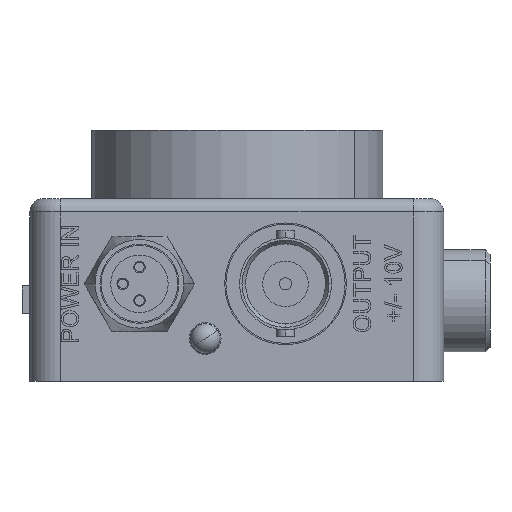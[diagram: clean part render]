
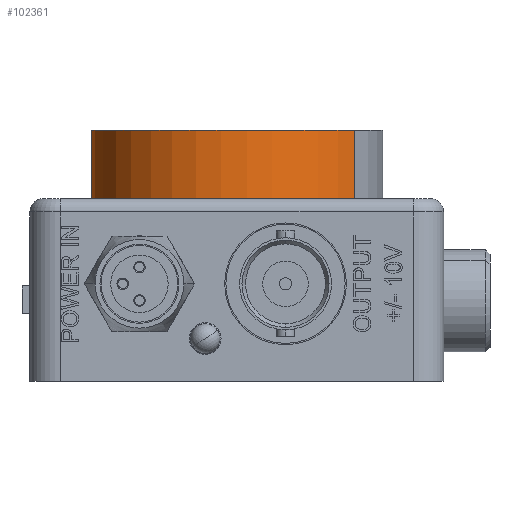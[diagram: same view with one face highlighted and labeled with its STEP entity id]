
A CAD part, front view. The second image highlights one B-rep face of the part: STEP entity #102361.
In plain terms, the highlighted cylindrical face has radius 15.24 mm (diameter 30.48 mm), a partial arc.
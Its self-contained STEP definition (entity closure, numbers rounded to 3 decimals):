
#94077 = ORIENTED_EDGE ( 'NONE', *, *, #102331, .F. ) ;
#94099 = ORIENTED_EDGE ( 'NONE', *, *, #102352, .F. ) ;
#102331 = EDGE_CURVE ( 'NONE', #102349, #102348, #109425, .T. ) ;
#102332 = ORIENTED_EDGE ( 'NONE', *, *, #102360, .T. ) ;
#102333 = ORIENTED_EDGE ( 'NONE', *, *, #102334, .T. ) ;
#102334 = EDGE_CURVE ( 'NONE', #102357, #102353, #109419, .T. ) ;
#102348 = VERTEX_POINT ( 'NONE', #109442 ) ;
#102349 = VERTEX_POINT ( 'NONE', #109441 ) ;
#102352 = EDGE_CURVE ( 'NONE', #102348, #102353, #109440, .T. ) ;
#102353 = VERTEX_POINT ( 'NONE', #109488 ) ;
#102357 = VERTEX_POINT ( 'NONE', #109482 ) ;
#102360 = EDGE_CURVE ( 'NONE', #102349, #102357, #109480, .T. ) ;
#102361 = ADVANCED_FACE ( 'NONE', ( #109476 ), #109519, .T. ) ;
#102363 = EDGE_LOOP ( 'NONE', ( #94099, #94077, #102332, #102333 ) ) ;
#109415 = DIRECTION ( 'NONE',  ( 0.807, -0.59, 0. ) ) ;
#109416 = DIRECTION ( 'NONE',  ( 0., 0., 1. ) ) ;
#109417 = CARTESIAN_POINT ( 'NONE',  ( 21.59, 38.1, 19.05 ) ) ;
#109418 = AXIS2_PLACEMENT_3D ( 'NONE', #109417, #109416, #109415 ) ;
#109419 = CIRCLE ( 'NONE', #109418, 15.24 ) ;
#109421 = DIRECTION ( 'NONE',  ( 0.807, -0.59, 0. ) ) ;
#109422 = DIRECTION ( 'NONE',  ( 0., 0., 1. ) ) ;
#109423 = CARTESIAN_POINT ( 'NONE',  ( 21.59, 38.1, 26.162 ) ) ;
#109424 = AXIS2_PLACEMENT_3D ( 'NONE', #109423, #109422, #109421 ) ;
#109425 = CIRCLE ( 'NONE', #109424, 15.24 ) ;
#109437 = DIRECTION ( 'NONE',  ( 0., 0., -1. ) ) ;
#109438 = VECTOR ( 'NONE', #109437, 1000. ) ;
#109439 = CARTESIAN_POINT ( 'NONE',  ( 33.896, 29.11, 26.162 ) ) ;
#109440 = LINE ( 'NONE', #109439, #109438 ) ;
#109441 = CARTESIAN_POINT ( 'NONE',  ( 9.284, 47.09, 26.162 ) ) ;
#109442 = CARTESIAN_POINT ( 'NONE',  ( 33.896, 29.11, 26.162 ) ) ;
#109476 = FACE_OUTER_BOUND ( 'NONE', #102363, .T. ) ;
#109477 = DIRECTION ( 'NONE',  ( 0., 0., -1. ) ) ;
#109478 = VECTOR ( 'NONE', #109477, 1000. ) ;
#109479 = CARTESIAN_POINT ( 'NONE',  ( 9.284, 47.09, 26.162 ) ) ;
#109480 = LINE ( 'NONE', #109479, #109478 ) ;
#109482 = CARTESIAN_POINT ( 'NONE',  ( 9.284, 47.09, 19.05 ) ) ;
#109488 = CARTESIAN_POINT ( 'NONE',  ( 33.896, 29.11, 19.05 ) ) ;
#109514 = DIRECTION ( 'NONE',  ( -0.807, 0.59, 0. ) ) ;
#109515 = DIRECTION ( 'NONE',  ( 0., 0., -1. ) ) ;
#109516 = AXIS2_PLACEMENT_3D ( 'NONE', #109518, #109515, #109514 ) ;
#109518 = CARTESIAN_POINT ( 'NONE',  ( 21.59, 38.1, 26.162 ) ) ;
#109519 = CYLINDRICAL_SURFACE ( 'NONE', #109516, 15.24 ) ;
